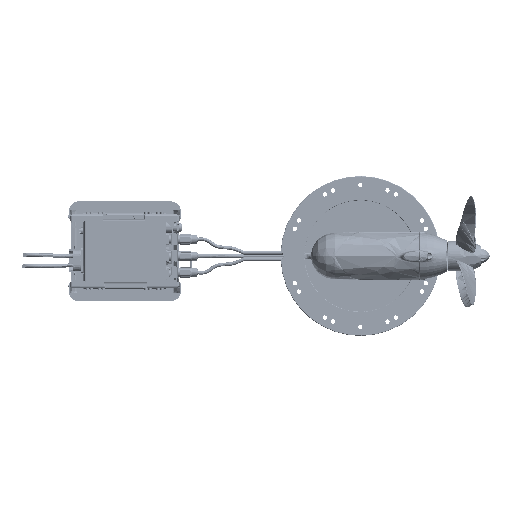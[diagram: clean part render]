
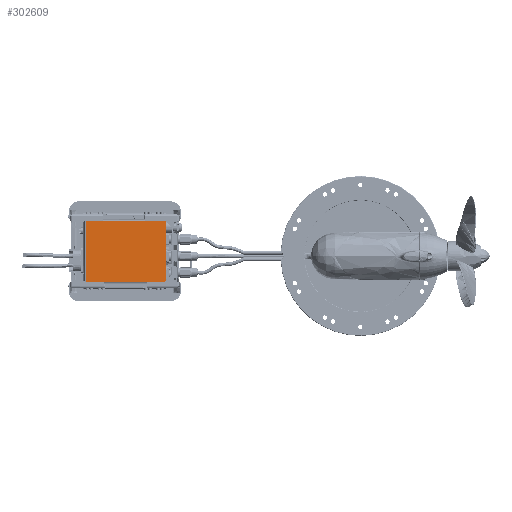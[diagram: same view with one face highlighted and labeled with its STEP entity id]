
A CAD part, front view. The second image highlights one B-rep face of the part: STEP entity #302609.
In plain terms, the highlighted planar face has unit normal (0, -1, 0).
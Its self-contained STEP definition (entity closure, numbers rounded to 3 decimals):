
#5722 = PLANE ( 'NONE',  #335157 ) ;
#14935 = CARTESIAN_POINT ( 'NONE',  ( -483.767, 225.525, 924.988 ) ) ;
#27044 = CARTESIAN_POINT ( 'NONE',  ( -684.403, 225.525, 922.781 ) ) ;
#30204 = VERTEX_POINT ( 'NONE', #48808 ) ;
#39597 = LINE ( 'NONE', #14935, #172285 ) ;
#48808 = CARTESIAN_POINT ( 'NONE',  ( -684.403, 225.525, 921.988 ) ) ;
#54543 = EDGE_CURVE ( 'NONE', #30204, #128727, #59153, .T. ) ;
#59153 = LINE ( 'NONE', #27044, #144758 ) ;
#66864 = CARTESIAN_POINT ( 'NONE',  ( -684.403, 225.525, 768.988 ) ) ;
#90377 = ORIENTED_EDGE ( 'NONE', *, *, #54543, .T. ) ;
#96671 = VERTEX_POINT ( 'NONE', #357859 ) ;
#100654 = DIRECTION ( 'NONE',  ( -1., 0., 0. ) ) ;
#127179 = CARTESIAN_POINT ( 'NONE',  ( -483.767, 225.525, 921.988 ) ) ;
#128727 = VERTEX_POINT ( 'NONE', #66864 ) ;
#144758 = VECTOR ( 'NONE', #320152, 1000. ) ;
#147695 = ORIENTED_EDGE ( 'NONE', *, *, #254268, .T. ) ;
#154951 = DIRECTION ( 'NONE',  ( 0., 0., -1. ) ) ;
#170383 = DIRECTION ( 'NONE',  ( 1., 0., 0. ) ) ;
#172285 = VECTOR ( 'NONE', #154951, 1000. ) ;
#176094 = VERTEX_POINT ( 'NONE', #176690 ) ;
#176690 = CARTESIAN_POINT ( 'NONE',  ( -483.767, 225.525, 768.988 ) ) ;
#181579 = FACE_OUTER_BOUND ( 'NONE', #211646, .T. ) ;
#211646 = EDGE_LOOP ( 'NONE', ( #361642, #90377, #147695, #255489 ) ) ;
#240188 = CARTESIAN_POINT ( 'NONE',  ( -483.767, 225.525, 924.988 ) ) ;
#250501 = EDGE_CURVE ( 'NONE', #96671, #30204, #329533, .T. ) ;
#254268 = EDGE_CURVE ( 'NONE', #128727, #176094, #287630, .T. ) ;
#255489 = ORIENTED_EDGE ( 'NONE', *, *, #343914, .F. ) ;
#268594 = DIRECTION ( 'NONE',  ( 0., 0., 1. ) ) ;
#287630 = LINE ( 'NONE', #348095, #335578 ) ;
#302609 = ADVANCED_FACE ( 'NONE', ( #181579 ), #5722, .T. ) ;
#320152 = DIRECTION ( 'NONE',  ( 0., 0., -1. ) ) ;
#329533 = LINE ( 'NONE', #127179, #364740 ) ;
#335157 = AXIS2_PLACEMENT_3D ( 'NONE', #240188, #351864, #268594 ) ;
#335578 = VECTOR ( 'NONE', #170383, 1000. ) ;
#343914 = EDGE_CURVE ( 'NONE', #96671, #176094, #39597, .T. ) ;
#348095 = CARTESIAN_POINT ( 'NONE',  ( -685.196, 225.525, 768.988 ) ) ;
#351864 = DIRECTION ( 'NONE',  ( 0., -1., 0. ) ) ;
#357859 = CARTESIAN_POINT ( 'NONE',  ( -483.767, 225.525, 921.988 ) ) ;
#361642 = ORIENTED_EDGE ( 'NONE', *, *, #250501, .T. ) ;
#364740 = VECTOR ( 'NONE', #100654, 1000. ) ;
